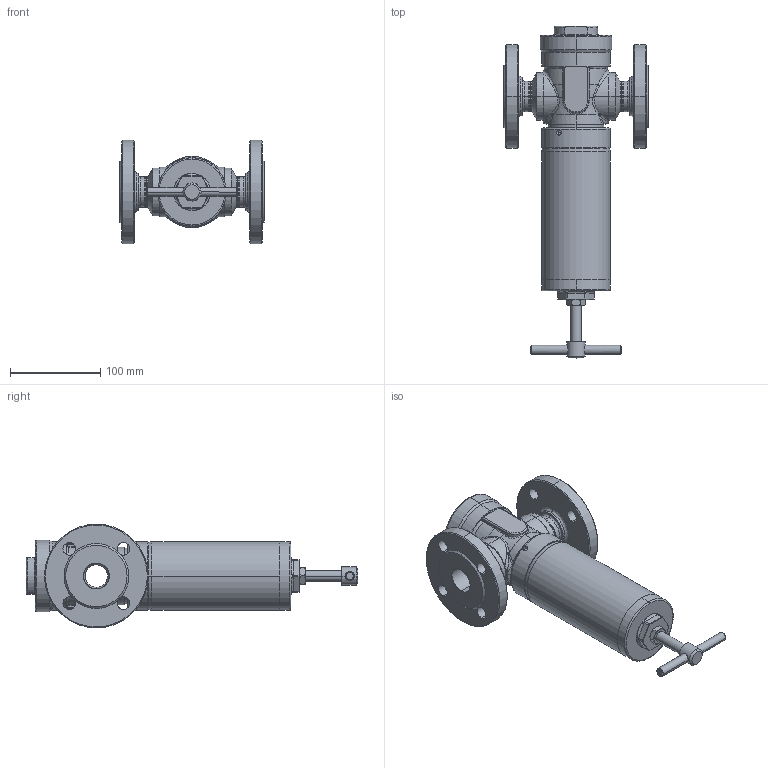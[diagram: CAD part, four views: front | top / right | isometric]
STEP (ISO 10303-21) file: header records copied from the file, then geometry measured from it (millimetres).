
FILE_DESCRIPTION (( 'STEP AP203' ), '1' );
FILE_NAME ('Typ_81-BG_II-D025G.STEP', '2021-01-11T10:29:04', ( '' ), ( '' ), 'SwSTEP 2.0', 'SolidWorks 2016', '' );
FILE_SCHEMA (( 'CONFIG_CONTROL_DESIGN' ));
Length unit declared in the file: millimetre
Products named in the file (1): Typ_81-BG_II-D025G
Bounding box: 160 x 368 x 115 mm (x, y, z)
Volume: 713920.9 mm3; surface area: 243186.5 mm2
Topology: 9 solids, 9 shells, 508 faces, 1219 edges, 730 vertices
Faces by surface type: cylinder 175, bspline 149, cone 118, plane 66
Entity records: 23329 total; most frequent: CARTESIAN_POINT 12208, ORIENTED_EDGE 2410, DIRECTION 2240, EDGE_CURVE 1205, AXIS2_PLACEMENT_3D 963, VERTEX_POINT 730, CIRCLE 603, EDGE_LOOP 559
